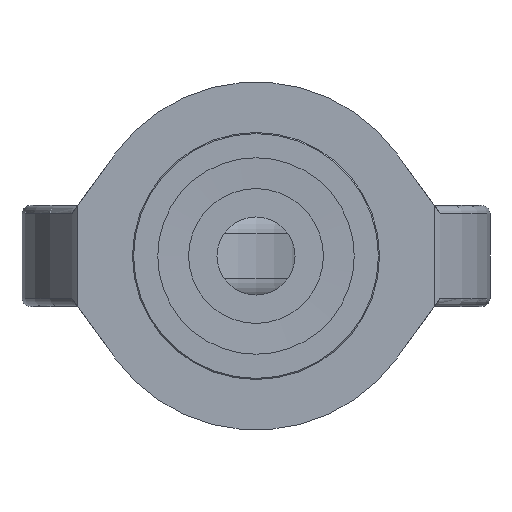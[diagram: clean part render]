
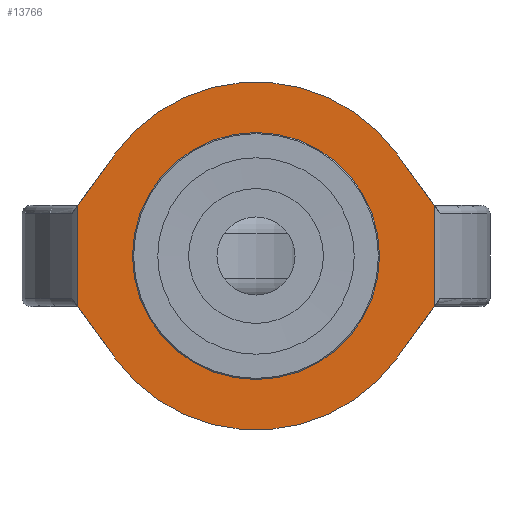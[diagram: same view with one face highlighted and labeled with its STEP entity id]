
A CAD part, front view. The second image highlights one B-rep face of the part: STEP entity #13766.
In plain terms, the highlighted planar face has unit normal (0, -1, 0).
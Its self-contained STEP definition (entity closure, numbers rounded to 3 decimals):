
#306=CIRCLE('',#14500,44.);
#364=CIRCLE('',#14618,62.);
#365=CIRCLE('',#14622,62.);
#583=FACE_BOUND('',#2578,.T.);
#1757=FACE_OUTER_BOUND('',#2577,.T.);
#2577=EDGE_LOOP('',(#10738,#10739,#10740,#10741,#10742,#10743,#10744,#10745));
#2578=EDGE_LOOP('',(#10746));
#3695=LINE('',#21115,#4851);
#3699=LINE('',#21132,#4855);
#3705=LINE('',#21593,#4861);
#3707=LINE('',#21597,#4863);
#3709=LINE('',#21603,#4865);
#3710=LINE('',#21605,#4866);
#4851=VECTOR('',#16348,10.);
#4855=VECTOR('',#16368,10.);
#4861=VECTOR('',#16486,10.);
#4863=VECTOR('',#16490,10.);
#4865=VECTOR('',#16498,10.);
#4866=VECTOR('',#16501,10.);
#5940=VERTEX_POINT('',#20905);
#5988=VERTEX_POINT('',#21107);
#5991=VERTEX_POINT('',#21113);
#5995=VERTEX_POINT('',#21129);
#5996=VERTEX_POINT('',#21131);
#6006=VERTEX_POINT('',#21587);
#6007=VERTEX_POINT('',#21589);
#6008=VERTEX_POINT('',#21595);
#6009=VERTEX_POINT('',#21599);
#7587=EDGE_CURVE('',#5940,#5940,#306,.T.);
#7655=EDGE_CURVE('',#5988,#5991,#3695,.T.);
#7663=EDGE_CURVE('',#5995,#5996,#3699,.T.);
#7706=EDGE_CURVE('',#6007,#6006,#364,.T.);
#7708=EDGE_CURVE('',#6006,#5996,#3705,.T.);
#7710=EDGE_CURVE('',#5995,#6008,#3707,.T.);
#7712=EDGE_CURVE('',#6008,#6009,#365,.T.);
#7713=EDGE_CURVE('',#6009,#5988,#3709,.T.);
#7714=EDGE_CURVE('',#5991,#6007,#3710,.T.);
#10738=ORIENTED_EDGE('',*,*,#7663,.F.);
#10739=ORIENTED_EDGE('',*,*,#7710,.T.);
#10740=ORIENTED_EDGE('',*,*,#7712,.T.);
#10741=ORIENTED_EDGE('',*,*,#7713,.T.);
#10742=ORIENTED_EDGE('',*,*,#7655,.T.);
#10743=ORIENTED_EDGE('',*,*,#7714,.T.);
#10744=ORIENTED_EDGE('',*,*,#7706,.T.);
#10745=ORIENTED_EDGE('',*,*,#7708,.T.);
#10746=ORIENTED_EDGE('',*,*,#7587,.T.);
#13115=PLANE('',#14625);
#13766=ADVANCED_FACE('',(#1757,#583),#13115,.T.);
#14500=AXIS2_PLACEMENT_3D('',#20906,#16206,#16207);
#14618=AXIS2_PLACEMENT_3D('',#21590,#16481,#16482);
#14622=AXIS2_PLACEMENT_3D('',#21601,#16494,#16495);
#14625=AXIS2_PLACEMENT_3D('',#21606,#16502,#16503);
#16206=DIRECTION('center_axis',(0.,1.,0.));
#16207=DIRECTION('ref_axis',(-1.,0.,0.));
#16348=DIRECTION('',(0.,0.,-1.));
#16368=DIRECTION('',(0.,0.,-1.));
#16481=DIRECTION('center_axis',(0.,-1.,0.));
#16482=DIRECTION('ref_axis',(-0.81,0.,-0.586));
#16486=DIRECTION('',(0.586,0.,0.81));
#16490=DIRECTION('',(-0.586,0.,0.81));
#16494=DIRECTION('center_axis',(0.,-1.,0.));
#16495=DIRECTION('ref_axis',(0.81,0.,0.586));
#16498=DIRECTION('',(-0.586,0.,-0.81));
#16501=DIRECTION('',(0.586,0.,-0.81));
#16502=DIRECTION('center_axis',(0.,-1.,0.));
#16503=DIRECTION('ref_axis',(1.,0.,0.));
#20905=CARTESIAN_POINT('',(44.,-87.5,0.));
#20906=CARTESIAN_POINT('Origin',(0.,-87.5,0.));
#21107=CARTESIAN_POINT('',(-63.5,-87.5,18.));
#21113=CARTESIAN_POINT('',(-63.5,-87.5,-18.));
#21115=CARTESIAN_POINT('',(-63.5,-87.5,0.));
#21129=CARTESIAN_POINT('',(63.5,-87.5,18.));
#21131=CARTESIAN_POINT('',(63.5,-87.5,-18.));
#21132=CARTESIAN_POINT('',(63.5,-87.5,0.));
#21587=CARTESIAN_POINT('',(50.235,-87.5,-36.338));
#21589=CARTESIAN_POINT('',(-50.235,-87.5,-36.338));
#21590=CARTESIAN_POINT('Origin',(0.,-87.5,0.));
#21593=CARTESIAN_POINT('',(50.235,-87.5,-36.338));
#21595=CARTESIAN_POINT('',(50.235,-87.5,36.338));
#21597=CARTESIAN_POINT('',(63.5,-87.5,18.));
#21599=CARTESIAN_POINT('',(-50.235,-87.5,36.338));
#21601=CARTESIAN_POINT('Origin',(0.,-87.5,0.));
#21603=CARTESIAN_POINT('',(-50.235,-87.5,36.338));
#21605=CARTESIAN_POINT('',(-63.5,-87.5,-18.));
#21606=CARTESIAN_POINT('Origin',(-63.5,-87.5,0.));
